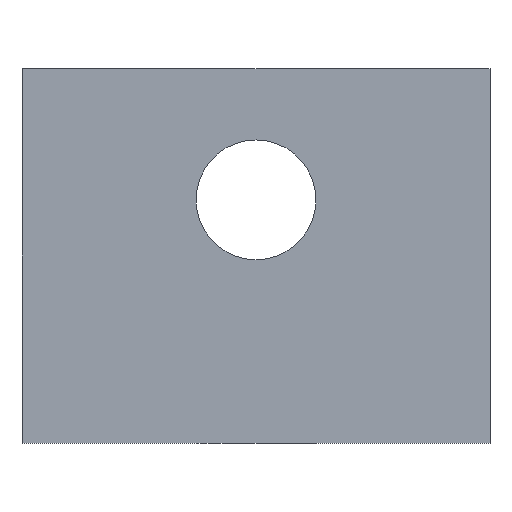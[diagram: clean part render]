
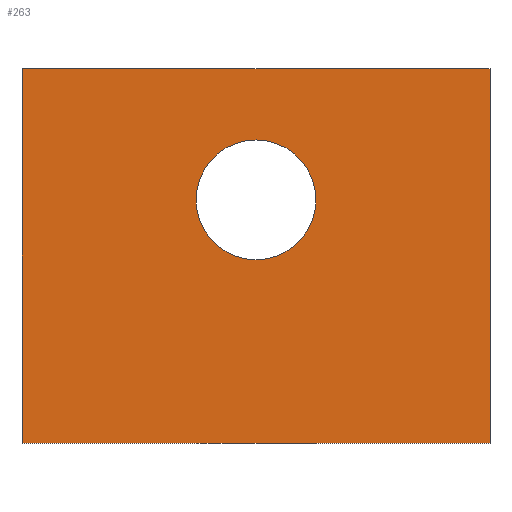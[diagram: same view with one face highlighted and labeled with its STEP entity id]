
A CAD part, front view. The second image highlights one B-rep face of the part: STEP entity #263.
In plain terms, the highlighted planar face has unit normal (0, -1, 0).
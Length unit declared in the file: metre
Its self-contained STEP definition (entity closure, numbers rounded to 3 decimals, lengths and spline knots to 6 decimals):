
#29=LINE('',#409,#59);
#33=LINE('',#417,#63);
#36=LINE('',#423,#66);
#37=LINE('',#427,#67);
#59=VECTOR('',#334,1.);
#63=VECTOR('',#340,1.);
#66=VECTOR('',#345,1.);
#67=VECTOR('',#350,1.);
#109=ORIENTED_EDGE('',*,*,#168,.T.);
#110=ORIENTED_EDGE('',*,*,#160,.T.);
#111=ORIENTED_EDGE('',*,*,#167,.F.);
#112=ORIENTED_EDGE('',*,*,#169,.F.);
#113=ORIENTED_EDGE('',*,*,#164,.T.);
#160=EDGE_CURVE('',#192,#191,#29,.T.);
#164=EDGE_CURVE('',#194,#192,#33,.T.);
#167=EDGE_CURVE('',#196,#191,#36,.T.);
#168=EDGE_CURVE('',#197,#197,#203,.T.);
#169=EDGE_CURVE('',#194,#196,#37,.T.);
#191=VERTEX_POINT('',#408);
#192=VERTEX_POINT('',#410);
#194=VERTEX_POINT('',#415);
#196=VERTEX_POINT('',#422);
#197=VERTEX_POINT('',#426);
#203=CIRCLE('',#294,0.0016);
#215=EDGE_LOOP('',(#109));
#216=EDGE_LOOP('',(#110,#111,#112,#113));
#235=FACE_BOUND('',#215,.T.);
#236=FACE_BOUND('',#216,.T.);
#250=PLANE('',#293);
#263=ADVANCED_FACE('',(#235,#236),#250,.F.);
#293=AXIS2_PLACEMENT_3D('',#424,#346,#347);
#294=AXIS2_PLACEMENT_3D('',#425,#348,#349);
#334=DIRECTION('',(1.,0.,0.));
#340=DIRECTION('',(0.,0.,-1.));
#345=DIRECTION('',(0.,0.,-1.));
#346=DIRECTION('',(0.,1.,0.));
#347=DIRECTION('',(0.,0.,1.));
#348=DIRECTION('',(0.,1.,0.));
#349=DIRECTION('',(0.,0.,1.));
#350=DIRECTION('',(1.,0.,0.));
#408=CARTESIAN_POINT('',(-0.040983,-0.0548,0.08));
#409=CARTESIAN_POINT('',(-0.047233,-0.0548,0.08));
#410=CARTESIAN_POINT('',(-0.053483,-0.0548,0.08));
#415=CARTESIAN_POINT('',(-0.053483,-0.0548,0.09));
#417=CARTESIAN_POINT('',(-0.053483,-0.0548,0.09));
#422=CARTESIAN_POINT('',(-0.040983,-0.0548,0.09));
#423=CARTESIAN_POINT('',(-0.040983,-0.0548,0.09));
#424=CARTESIAN_POINT('',(-0.047233,-0.0548,0.09));
#425=CARTESIAN_POINT('',(-0.047233,-0.0548,0.0865));
#426=CARTESIAN_POINT('',(-0.047233,-0.0548,0.0881));
#427=CARTESIAN_POINT('',(-0.047233,-0.0548,0.09));
